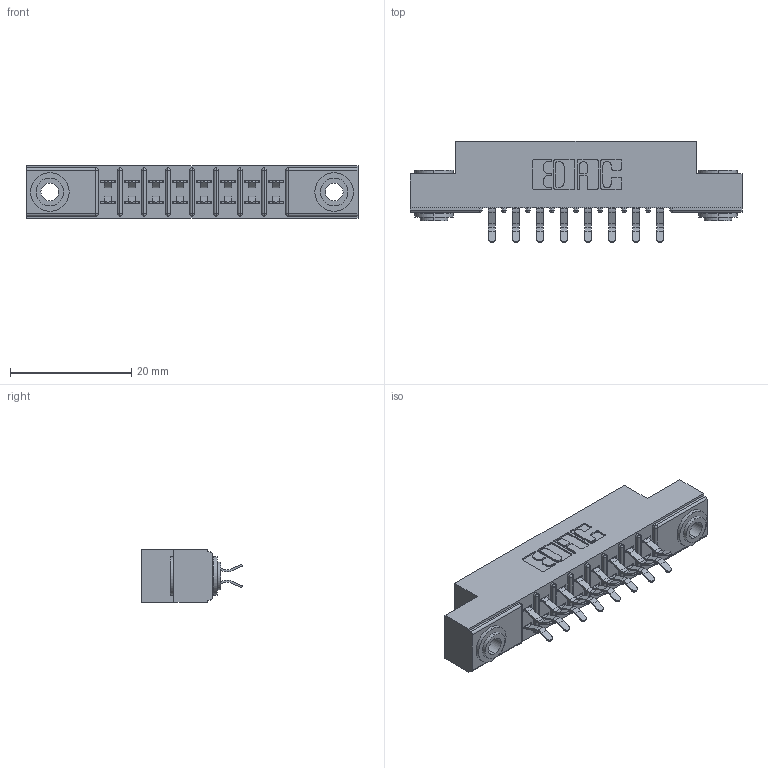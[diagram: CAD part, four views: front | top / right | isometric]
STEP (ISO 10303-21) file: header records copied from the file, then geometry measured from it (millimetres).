
FILE_DESCRIPTION (( 'STEP AP203' ), '1' );
FILE_NAME ('315-016-556-203.STEP', '2019-09-10T13:52:51', ( '' ), ( '' ), 'SwSTEP 2.0', 'SolidWorks 2016', '' );
FILE_SCHEMA (( 'CONFIG_CONTROL_DESIGN' ));
Length unit declared in the file: inch
Products named in the file (4): 345-250-002_345-250-002-102; 315-016-556-203; 305-290-001_556; 305 Part_.156 Dia
Assembly tree (19 placements, depth 2):
  315-016-556-203
    305 Part_.156 Dia
    305-290-001_556  x16
    345-250-002_345-250-002-102  x2
Bounding box: 54.71 x 16.64 x 8.71 mm (x, y, z)
Volume: 3455.5 mm3; surface area: 5944.3 mm2
Topology: 19 solids, 19 shells, 1064 faces, 3012 edges, 1960 vertices
Faces by surface type: plane 588, cylinder 436, sphere 32, cone 8
Entity records: 14088 total; most frequent: CARTESIAN_POINT 2315, DIRECTION 2286, ORIENTED_EDGE 2284, EDGE_CURVE 1142, LINE 872, VECTOR 872, VERTEX_POINT 736, AXIS2_PLACEMENT_3D 707
